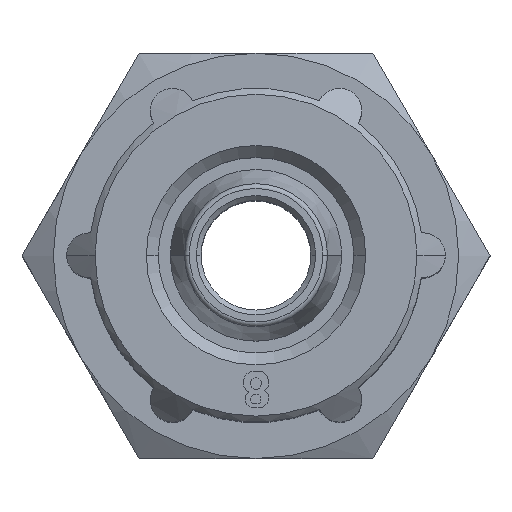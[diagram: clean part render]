
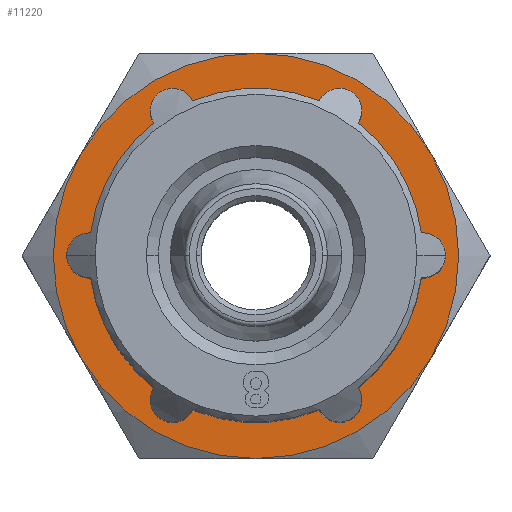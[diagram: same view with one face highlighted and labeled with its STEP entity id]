
A CAD part, top view. The second image highlights one B-rep face of the part: STEP entity #11220.
In plain terms, the highlighted planar face has unit normal (0, 0, 1).
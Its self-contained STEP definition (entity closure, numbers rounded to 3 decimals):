
#327=CARTESIAN_POINT('',(-6.75,0.,0.75));
#328=VERTEX_POINT('',#327);
#337=CARTESIAN_POINT('',(6.75,0.,0.75));
#338=VERTEX_POINT('',#337);
#339=CARTESIAN_POINT('',(0.,0.,0.75));
#340=DIRECTION('',(0.0,0.0,-1.0));
#341=DIRECTION('',(-1.0,0.0,0.0));
#342=AXIS2_PLACEMENT_3D('',#339,#340,#341);
#343=CIRCLE('',#342,6.75);
#344=EDGE_CURVE('',#338,#328,#343,.T.);
#1601=CARTESIAN_POINT('',(0.,8.5,0.75));
#1602=VERTEX_POINT('',#1601);
#1748=CARTESIAN_POINT('',(-7.361,4.25,0.75));
#1749=VERTEX_POINT('',#1748);
#1812=CARTESIAN_POINT('',(7.355,4.26,0.75));
#1813=VERTEX_POINT('',#1812);
#1827=CARTESIAN_POINT('',(7.367,4.24,0.75));
#1828=VERTEX_POINT('',#1827);
#1829=CARTESIAN_POINT('',(7.355,4.26,0.75));
#1830=DIRECTION('',(0.5,-0.866,0.0));
#1831=VECTOR('',#1830,0.023);
#1832=LINE('',#1829,#1831);
#1833=EDGE_CURVE('',#1813,#1828,#1832,.T.);
#1903=CARTESIAN_POINT('',(-7.361,-4.25,0.75));
#1904=VERTEX_POINT('',#1903);
#1953=CARTESIAN_POINT('',(7.367,-4.24,0.75));
#1954=VERTEX_POINT('',#1953);
#1969=CARTESIAN_POINT('',(0.,0.,0.75));
#1970=DIRECTION('',(0.0,0.0,1.0));
#1971=DIRECTION('',(-1.0,0.0,0.0));
#1972=AXIS2_PLACEMENT_3D('',#1969,#1970,#1971);
#1973=CIRCLE('',#1972,8.5);
#1974=EDGE_CURVE('',#1954,#1828,#1973,.T.);
#1984=CARTESIAN_POINT('',(7.355,-4.26,0.75));
#1985=VERTEX_POINT('',#1984);
#2001=CARTESIAN_POINT('',(0.,-8.5,0.75));
#2002=VERTEX_POINT('',#2001);
#2003=CARTESIAN_POINT('',(0.,0.,0.75));
#2004=DIRECTION('',(0.0,0.0,1.0));
#2005=DIRECTION('',(-1.0,0.0,0.0));
#2006=AXIS2_PLACEMENT_3D('',#2003,#2004,#2005);
#2007=CIRCLE('',#2006,8.5);
#2008=EDGE_CURVE('',#2002,#1985,#2007,.T.);
#2033=CARTESIAN_POINT('',(0.,0.,0.75));
#2034=DIRECTION('',(0.0,0.0,1.0));
#2035=DIRECTION('',(-1.0,0.0,0.0));
#2036=AXIS2_PLACEMENT_3D('',#2033,#2034,#2035);
#2037=CIRCLE('',#2036,8.5);
#2038=EDGE_CURVE('',#1813,#1602,#2037,.T.);
#2061=CARTESIAN_POINT('',(0.,0.,0.75));
#2062=DIRECTION('',(0.0,0.0,1.0));
#2063=DIRECTION('',(-1.0,0.0,0.0));
#2064=AXIS2_PLACEMENT_3D('',#2061,#2062,#2063);
#2065=CIRCLE('',#2064,8.5);
#2066=EDGE_CURVE('',#1904,#2002,#2065,.T.);
#2078=CARTESIAN_POINT('',(0.,0.,0.75));
#2079=DIRECTION('',(0.0,0.0,1.0));
#2080=DIRECTION('',(-1.0,0.0,0.0));
#2081=AXIS2_PLACEMENT_3D('',#2078,#2079,#2080);
#2082=CIRCLE('',#2081,8.5);
#2083=EDGE_CURVE('',#1749,#1904,#2082,.T.);
#2096=CARTESIAN_POINT('',(0.,0.,0.75));
#2097=DIRECTION('',(0.0,0.0,1.0));
#2098=DIRECTION('',(-1.0,0.0,0.0));
#2099=AXIS2_PLACEMENT_3D('',#2096,#2097,#2098);
#2100=CIRCLE('',#2099,8.5);
#2101=EDGE_CURVE('',#1602,#1749,#2100,.T.);
#2142=CARTESIAN_POINT('',(7.367,-4.24,0.75));
#2143=DIRECTION('',(-0.5,-0.866,0.0));
#2144=VECTOR('',#2143,0.023);
#2145=LINE('',#2142,#2144);
#2146=EDGE_CURVE('',#1954,#1985,#2145,.T.);
#11195=CARTESIAN_POINT('',(4.907,8.5,0.75));
#11196=DIRECTION('',(0.0,0.0,-1.0));
#11197=DIRECTION('',(-1.0,0.0,0.0));
#11198=AXIS2_PLACEMENT_3D('',#11195,#11196,#11197);
#11199=PLANE('',#11198);
#11200=ORIENTED_EDGE('',*,*,#1974,.T.);
#11201=ORIENTED_EDGE('',*,*,#1833,.F.);
#11202=ORIENTED_EDGE('',*,*,#2038,.T.);
#11203=ORIENTED_EDGE('',*,*,#2101,.T.);
#11204=ORIENTED_EDGE('',*,*,#2083,.T.);
#11205=ORIENTED_EDGE('',*,*,#2066,.T.);
#11206=ORIENTED_EDGE('',*,*,#2008,.T.);
#11207=ORIENTED_EDGE('',*,*,#2146,.F.);
#11208=EDGE_LOOP('',(#11200,#11201,#11202,#11203,#11204,#11205,#11206,#11207));
#11209=FACE_OUTER_BOUND('',#11208,.T.);
#11210=CARTESIAN_POINT('',(0.,0.,0.75));
#11211=DIRECTION('',(0.0,0.0,-1.0));
#11212=DIRECTION('',(-1.0,0.0,0.0));
#11213=AXIS2_PLACEMENT_3D('',#11210,#11211,#11212);
#11214=CIRCLE('',#11213,6.75);
#11215=EDGE_CURVE('',#328,#338,#11214,.T.);
#11216=ORIENTED_EDGE('',*,*,#11215,.T.);
#11217=ORIENTED_EDGE('',*,*,#344,.T.);
#11218=EDGE_LOOP('',(#11216,#11217));
#11219=FACE_BOUND('',#11218,.T.);
#11220=ADVANCED_FACE('',(#11209,#11219),#11199,.F.);
